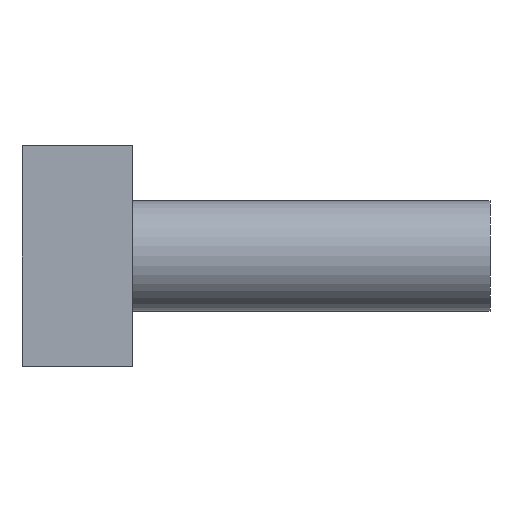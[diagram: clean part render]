
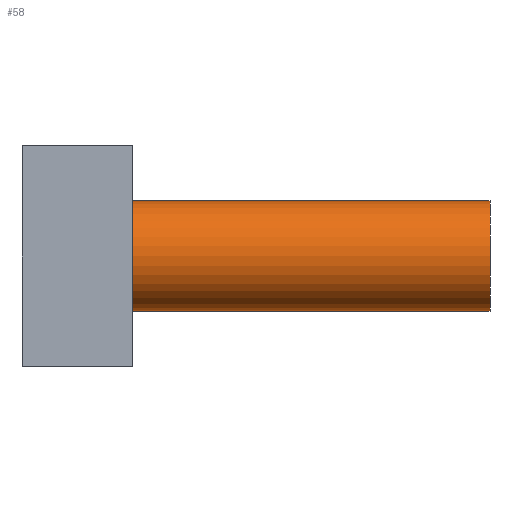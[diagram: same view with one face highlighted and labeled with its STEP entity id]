
A CAD part, front view. The second image highlights one B-rep face of the part: STEP entity #58.
In plain terms, the highlighted cylindrical face has radius 3.175 mm (diameter 6.35 mm), a partial arc.
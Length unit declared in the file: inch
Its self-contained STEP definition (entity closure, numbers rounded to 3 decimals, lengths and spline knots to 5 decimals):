
#2 = ORIENTED_EDGE ( 'NONE', *, *, #197, .F. ) ;
#27 = FACE_OUTER_BOUND ( 'NONE', #89, .T. ) ;
#30 = AXIS2_PLACEMENT_3D ( 'NONE', #369, #317, #193 ) ;
#35 = DIRECTION ( 'NONE',  ( -1., 0., 0. ) ) ;
#41 = CARTESIAN_POINT ( 'NONE',  ( 1.06, -4.94, -0.125 ) ) ;
#50 = VERTEX_POINT ( 'NONE', #71 ) ;
#58 = ADVANCED_FACE ( 'NONE', ( #27 ), #177, .T. ) ;
#71 = CARTESIAN_POINT ( 'NONE',  ( 0.25, -4.94, -0.375 ) ) ;
#86 = VECTOR ( 'NONE', #35, 39.37008 ) ;
#89 = EDGE_LOOP ( 'NONE', ( #2, #255, #227, #273 ) ) ;
#93 = VERTEX_POINT ( 'NONE', #135 ) ;
#103 = CARTESIAN_POINT ( 'NONE',  ( 1.06, -4.94, -0.375 ) ) ;
#124 = LINE ( 'NONE', #160, #190 ) ;
#133 = CARTESIAN_POINT ( 'NONE',  ( 0.25, -4.94, -0.25 ) ) ;
#135 = CARTESIAN_POINT ( 'NONE',  ( 0.25, -4.94, -0.125 ) ) ;
#146 = EDGE_CURVE ( 'NONE', #275, #93, #372, .T. ) ;
#160 = CARTESIAN_POINT ( 'NONE',  ( 1.06, -4.94, -0.375 ) ) ;
#161 = VERTEX_POINT ( 'NONE', #103 ) ;
#164 = CIRCLE ( 'NONE', #30, 0.125 ) ;
#172 = AXIS2_PLACEMENT_3D ( 'NONE', #133, #188, #247 ) ;
#177 = CYLINDRICAL_SURFACE ( 'NONE', #213, 0.125 ) ;
#188 = DIRECTION ( 'NONE',  ( 1., 0., 0. ) ) ;
#190 = VECTOR ( 'NONE', #238, 39.37008 ) ;
#193 = DIRECTION ( 'NONE',  ( 0., 0., -1. ) ) ;
#197 = EDGE_CURVE ( 'NONE', #161, #50, #124, .T. ) ;
#212 = CARTESIAN_POINT ( 'NONE',  ( 1.06, -4.94, -0.125 ) ) ;
#213 = AXIS2_PLACEMENT_3D ( 'NONE', #361, #297, #299 ) ;
#227 = ORIENTED_EDGE ( 'NONE', *, *, #146, .T. ) ;
#230 = CIRCLE ( 'NONE', #172, 0.125 ) ;
#238 = DIRECTION ( 'NONE',  ( -1., 0., 0. ) ) ;
#240 = EDGE_CURVE ( 'NONE', #93, #50, #230, .T. ) ;
#247 = DIRECTION ( 'NONE',  ( 0., 0., 1. ) ) ;
#255 = ORIENTED_EDGE ( 'NONE', *, *, #282, .F. ) ;
#273 = ORIENTED_EDGE ( 'NONE', *, *, #240, .T. ) ;
#275 = VERTEX_POINT ( 'NONE', #41 ) ;
#282 = EDGE_CURVE ( 'NONE', #275, #161, #164, .T. ) ;
#297 = DIRECTION ( 'NONE',  ( -1., 0., 0. ) ) ;
#299 = DIRECTION ( 'NONE',  ( 0., 0., 1. ) ) ;
#317 = DIRECTION ( 'NONE',  ( 1., 0., 0. ) ) ;
#361 = CARTESIAN_POINT ( 'NONE',  ( 1.06, -4.94, -0.25 ) ) ;
#369 = CARTESIAN_POINT ( 'NONE',  ( 1.06, -4.94, -0.25 ) ) ;
#372 = LINE ( 'NONE', #212, #86 ) ;
